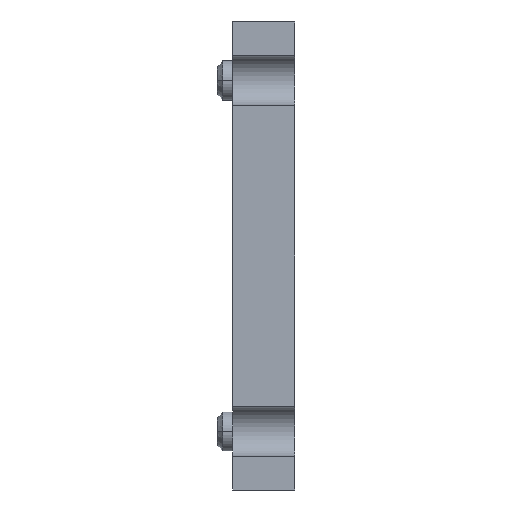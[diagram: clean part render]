
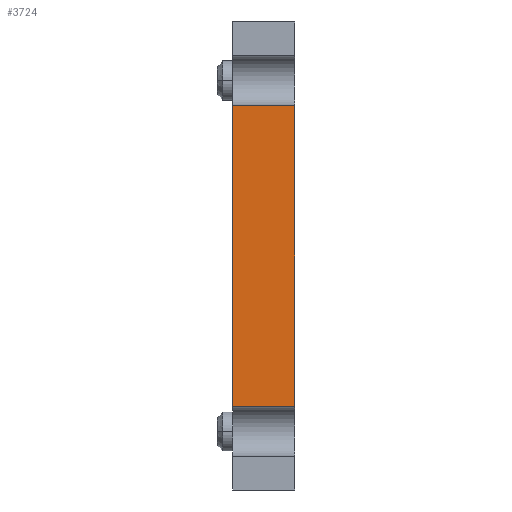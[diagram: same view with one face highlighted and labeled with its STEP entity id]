
A CAD part, left-side view. The second image highlights one B-rep face of the part: STEP entity #3724.
In plain terms, the highlighted planar face has unit normal (-1, 0, 0).
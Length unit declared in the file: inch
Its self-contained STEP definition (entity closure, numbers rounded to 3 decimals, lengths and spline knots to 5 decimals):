
#64 = DIRECTION ( 'NONE',  ( 0., 0., 1. ) ) ;
#291 = CARTESIAN_POINT ( 'NONE',  ( 0., 0.31496, 2.3622 ) ) ;
#349 = EDGE_CURVE ( 'NONE', #825, #4199, #871, .T. ) ;
#817 = CARTESIAN_POINT ( 'NONE',  ( 0., 0.31496, 0.42323 ) ) ;
#825 = VERTEX_POINT ( 'NONE', #1509 ) ;
#833 = DIRECTION ( 'NONE',  ( 0., -1., 0. ) ) ;
#871 = LINE ( 'NONE', #817, #3223 ) ;
#913 = LINE ( 'NONE', #5345, #3143 ) ;
#1080 = DIRECTION ( 'NONE',  ( 0., 0., 1. ) ) ;
#1108 = VECTOR ( 'NONE', #1080, 39.37008 ) ;
#1509 = CARTESIAN_POINT ( 'NONE',  ( 0., 0., 0.42323 ) ) ;
#1524 = ORIENTED_EDGE ( 'NONE', *, *, #1806, .F. ) ;
#1806 = EDGE_CURVE ( 'NONE', #4049, #3242, #913, .T. ) ;
#2002 = FACE_OUTER_BOUND ( 'NONE', #5518, .T. ) ;
#2651 = EDGE_CURVE ( 'NONE', #4199, #4049, #4034, .T. ) ;
#2685 = VECTOR ( 'NONE', #64, 39.37008 ) ;
#2931 = LINE ( 'NONE', #5097, #1108 ) ;
#3143 = VECTOR ( 'NONE', #833, 39.37008 ) ;
#3151 = ORIENTED_EDGE ( 'NONE', *, *, #3634, .T. ) ;
#3223 = VECTOR ( 'NONE', #5748, 39.37008 ) ;
#3238 = ORIENTED_EDGE ( 'NONE', *, *, #349, .F. ) ;
#3242 = VERTEX_POINT ( 'NONE', #5136 ) ;
#3338 = DIRECTION ( 'NONE',  ( 0., 0., -1. ) ) ;
#3388 = CARTESIAN_POINT ( 'NONE',  ( 0., 0.31496, 1.93898 ) ) ;
#3634 = EDGE_CURVE ( 'NONE', #825, #3242, #2931, .T. ) ;
#3724 = ADVANCED_FACE ( 'NONE', ( #2002 ), #3781, .F. ) ;
#3781 = PLANE ( 'NONE',  #5411 ) ;
#3924 = CARTESIAN_POINT ( 'NONE',  ( 0., 0.31496, 0.42323 ) ) ;
#4034 = LINE ( 'NONE', #4061, #2685 ) ;
#4049 = VERTEX_POINT ( 'NONE', #3388 ) ;
#4061 = CARTESIAN_POINT ( 'NONE',  ( 0., 0.31496, 2.3622 ) ) ;
#4199 = VERTEX_POINT ( 'NONE', #3924 ) ;
#4690 = DIRECTION ( 'NONE',  ( 1., 0., 0. ) ) ;
#5097 = CARTESIAN_POINT ( 'NONE',  ( 0., 0., 2.3622 ) ) ;
#5136 = CARTESIAN_POINT ( 'NONE',  ( 0., 0., 1.93898 ) ) ;
#5225 = ORIENTED_EDGE ( 'NONE', *, *, #2651, .F. ) ;
#5345 = CARTESIAN_POINT ( 'NONE',  ( 0., 0.31496, 1.93898 ) ) ;
#5411 = AXIS2_PLACEMENT_3D ( 'NONE', #291, #4690, #3338 ) ;
#5518 = EDGE_LOOP ( 'NONE', ( #5225, #3238, #3151, #1524 ) ) ;
#5748 = DIRECTION ( 'NONE',  ( 0., 1., 0. ) ) ;
